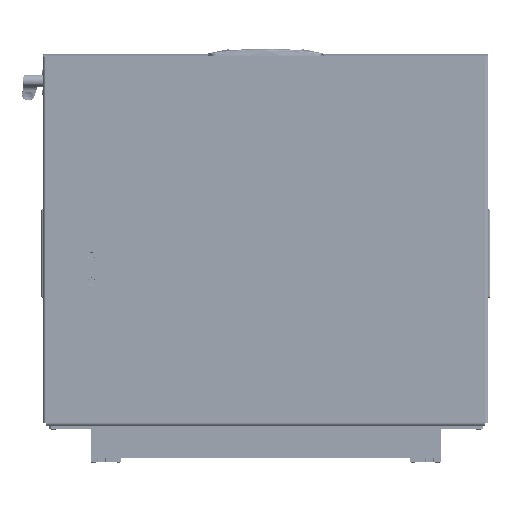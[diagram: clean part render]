
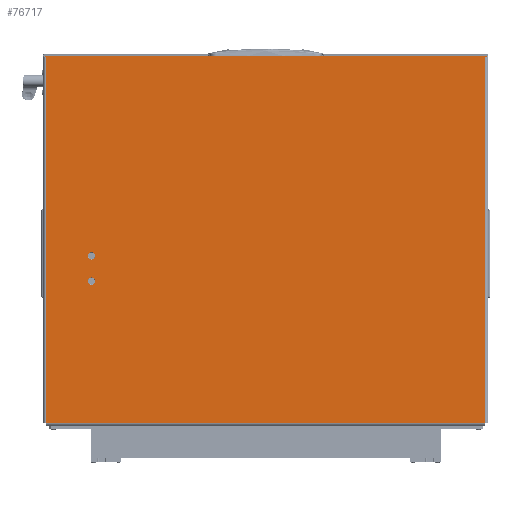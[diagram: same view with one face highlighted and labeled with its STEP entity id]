
A CAD part, front view. The second image highlights one B-rep face of the part: STEP entity #76717.
In plain terms, the highlighted face is planar.
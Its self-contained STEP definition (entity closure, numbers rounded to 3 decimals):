
#964 = CARTESIAN_POINT ( 'NONE',  ( 0., 608., 0. ) ) ;
#3047 = EDGE_CURVE ( 'NONE', #61225, #97146, #77594, .T. ) ;
#3541 = CARTESIAN_POINT ( 'NONE',  ( 506., 608., 0. ) ) ;
#3804 = VECTOR ( 'NONE', #13340, 1000. ) ;
#4011 = CARTESIAN_POINT ( 'NONE',  ( 0., -4., 0. ) ) ;
#6585 = DIRECTION ( 'NONE',  ( -1., 0., 0. ) ) ;
#9307 = FACE_BOUND ( 'NONE', #35206, .T. ) ;
#9510 = ORIENTED_EDGE ( 'NONE', *, *, #138812, .F. ) ;
#12249 = VERTEX_POINT ( 'NONE', #39916 ) ;
#12345 = CARTESIAN_POINT ( 'NONE',  ( 315.2, 545., 0. ) ) ;
#12455 = CARTESIAN_POINT ( 'NONE',  ( -2., -4., 0. ) ) ;
#13340 = DIRECTION ( 'NONE',  ( 0., 1., 0. ) ) ;
#15726 = EDGE_CURVE ( 'NONE', #65229, #103252, #84364, .T. ) ;
#17573 = EDGE_CURVE ( 'NONE', #61225, #12249, #138771, .T. ) ;
#22345 = DIRECTION ( 'NONE',  ( 1., 0., 0. ) ) ;
#23728 = CARTESIAN_POINT ( 'NONE',  ( 310., 545., 0. ) ) ;
#24923 = VECTOR ( 'NONE', #90271, 1000. ) ;
#25478 = DIRECTION ( 'NONE',  ( -1., 0., 0. ) ) ;
#26111 = EDGE_CURVE ( 'NONE', #45531, #62281, #53914, .T. ) ;
#26222 = LINE ( 'NONE', #81709, #141888 ) ;
#26752 = VERTEX_POINT ( 'NONE', #118526 ) ;
#26823 = ORIENTED_EDGE ( 'NONE', *, *, #26111, .F. ) ;
#28097 = ORIENTED_EDGE ( 'NONE', *, *, #17573, .T. ) ;
#28174 = CARTESIAN_POINT ( 'NONE',  ( 0., -4., 0. ) ) ;
#28275 = EDGE_CURVE ( 'NONE', #129672, #26752, #120683, .T. ) ;
#28646 = ORIENTED_EDGE ( 'NONE', *, *, #15726, .F. ) ;
#31743 = CARTESIAN_POINT ( 'NONE',  ( 0., 0., 0. ) ) ;
#33115 = CARTESIAN_POINT ( 'NONE',  ( 304.8, 545., 0. ) ) ;
#33792 = AXIS2_PLACEMENT_3D ( 'NONE', #94038, #83232, #105726 ) ;
#35206 = EDGE_LOOP ( 'NONE', ( #66257, #28646 ) ) ;
#36830 = DIRECTION ( 'NONE',  ( 0., 0., -1. ) ) ;
#39916 = CARTESIAN_POINT ( 'NONE',  ( 506., 0., 0. ) ) ;
#42698 = AXIS2_PLACEMENT_3D ( 'NONE', #73818, #61992, #6585 ) ;
#43863 = EDGE_CURVE ( 'NONE', #62281, #12249, #110518, .T. ) ;
#45531 = VERTEX_POINT ( 'NONE', #49529 ) ;
#45823 = EDGE_LOOP ( 'NONE', ( #26823, #137810, #115217, #48519, #9510, #88703, #28097, #93849 ) ) ;
#48490 = LINE ( 'NONE', #100244, #123659 ) ;
#48519 = ORIENTED_EDGE ( 'NONE', *, *, #124220, .T. ) ;
#49529 = CARTESIAN_POINT ( 'NONE',  ( 0., -2., 0. ) ) ;
#53914 = LINE ( 'NONE', #28174, #69699 ) ;
#54965 = EDGE_LOOP ( 'NONE', ( #76137, #138157 ) ) ;
#55149 = CIRCLE ( 'NONE', #101896, 5.2 ) ;
#56544 = EDGE_CURVE ( 'NONE', #26752, #129672, #122298, .T. ) ;
#58383 = FACE_BOUND ( 'NONE', #54965, .T. ) ;
#60162 = VERTEX_POINT ( 'NONE', #91061 ) ;
#61225 = VERTEX_POINT ( 'NONE', #107784 ) ;
#61992 = DIRECTION ( 'NONE',  ( 0., 0., -1. ) ) ;
#62281 = VERTEX_POINT ( 'NONE', #72302 ) ;
#65229 = VERTEX_POINT ( 'NONE', #12345 ) ;
#65423 = FACE_OUTER_BOUND ( 'NONE', #45823, .T. ) ;
#66257 = ORIENTED_EDGE ( 'NONE', *, *, #76016, .F. ) ;
#67216 = VERTEX_POINT ( 'NONE', #85394 ) ;
#68172 = AXIS2_PLACEMENT_3D ( 'NONE', #69652, #36830, #25478 ) ;
#69346 = DIRECTION ( 'NONE',  ( 0., 1., 0. ) ) ;
#69652 = CARTESIAN_POINT ( 'NONE',  ( 0., 608., 0. ) ) ;
#69699 = VECTOR ( 'NONE', #96292, 1000. ) ;
#69916 = VERTEX_POINT ( 'NONE', #114832 ) ;
#70064 = AXIS2_PLACEMENT_3D ( 'NONE', #132649, #110099, #111080 ) ;
#70266 = VECTOR ( 'NONE', #22345, 1000. ) ;
#72302 = CARTESIAN_POINT ( 'NONE',  ( 0., 0., 0. ) ) ;
#73818 = CARTESIAN_POINT ( 'NONE',  ( 310., 545., 0. ) ) ;
#76016 = EDGE_CURVE ( 'NONE', #103252, #65229, #55149, .T. ) ;
#76137 = ORIENTED_EDGE ( 'NONE', *, *, #56544, .F. ) ;
#76717 = ADVANCED_FACE ( 'NONE', ( #58383, #9307, #65423 ), #113656, .T. ) ;
#77594 = LINE ( 'NONE', #964, #24923 ) ;
#79622 = DIRECTION ( 'NONE',  ( 1., 0., 0. ) ) ;
#80938 = VECTOR ( 'NONE', #93820, 1000. ) ;
#81709 = CARTESIAN_POINT ( 'NONE',  ( 0., -2., 0. ) ) ;
#83232 = DIRECTION ( 'NONE',  ( 0., 0., -1. ) ) ;
#84364 = CIRCLE ( 'NONE', #42698, 5.2 ) ;
#85394 = CARTESIAN_POINT ( 'NONE',  ( -2., 610., 0. ) ) ;
#88703 = ORIENTED_EDGE ( 'NONE', *, *, #3047, .F. ) ;
#90271 = DIRECTION ( 'NONE',  ( -1., 0., 0. ) ) ;
#90458 = DIRECTION ( 'NONE',  ( -1., 0., 0. ) ) ;
#91061 = CARTESIAN_POINT ( 'NONE',  ( -2., -2., 0. ) ) ;
#93820 = DIRECTION ( 'NONE',  ( 0., -1., 0. ) ) ;
#93849 = ORIENTED_EDGE ( 'NONE', *, *, #43863, .F. ) ;
#94038 = CARTESIAN_POINT ( 'NONE',  ( 275., 545., 0. ) ) ;
#96137 = CARTESIAN_POINT ( 'NONE',  ( 0., 608., 0. ) ) ;
#96292 = DIRECTION ( 'NONE',  ( 0., 1., 0. ) ) ;
#97146 = VERTEX_POINT ( 'NONE', #96137 ) ;
#100244 = CARTESIAN_POINT ( 'NONE',  ( 0., 610., 0. ) ) ;
#101896 = AXIS2_PLACEMENT_3D ( 'NONE', #23728, #124084, #90458 ) ;
#103252 = VERTEX_POINT ( 'NONE', #33115 ) ;
#104212 = DIRECTION ( 'NONE',  ( -1., 0., 0. ) ) ;
#105726 = DIRECTION ( 'NONE',  ( -1., 0., 0. ) ) ;
#107784 = CARTESIAN_POINT ( 'NONE',  ( 506., 608., 0. ) ) ;
#109024 = LINE ( 'NONE', #4011, #3804 ) ;
#110099 = DIRECTION ( 'NONE',  ( 0., 0., -1. ) ) ;
#110518 = LINE ( 'NONE', #31743, #70266 ) ;
#111080 = DIRECTION ( 'NONE',  ( -1., 0., 0. ) ) ;
#113641 = EDGE_CURVE ( 'NONE', #60162, #67216, #136039, .T. ) ;
#113656 = PLANE ( 'NONE',  #68172 ) ;
#114832 = CARTESIAN_POINT ( 'NONE',  ( 0., 610., 0. ) ) ;
#115217 = ORIENTED_EDGE ( 'NONE', *, *, #113641, .T. ) ;
#118526 = CARTESIAN_POINT ( 'NONE',  ( 269.8, 545., 0. ) ) ;
#120683 = CIRCLE ( 'NONE', #33792, 5.2 ) ;
#122298 = CIRCLE ( 'NONE', #70064, 5.2 ) ;
#123659 = VECTOR ( 'NONE', #79622, 1000. ) ;
#124084 = DIRECTION ( 'NONE',  ( 0., 0., -1. ) ) ;
#124220 = EDGE_CURVE ( 'NONE', #67216, #69916, #48490, .T. ) ;
#127115 = VECTOR ( 'NONE', #69346, 1000. ) ;
#129672 = VERTEX_POINT ( 'NONE', #131720 ) ;
#131720 = CARTESIAN_POINT ( 'NONE',  ( 280.2, 545., 0. ) ) ;
#132649 = CARTESIAN_POINT ( 'NONE',  ( 275., 545., 0. ) ) ;
#136039 = LINE ( 'NONE', #12455, #127115 ) ;
#137810 = ORIENTED_EDGE ( 'NONE', *, *, #139840, .T. ) ;
#138157 = ORIENTED_EDGE ( 'NONE', *, *, #28275, .F. ) ;
#138771 = LINE ( 'NONE', #3541, #80938 ) ;
#138812 = EDGE_CURVE ( 'NONE', #97146, #69916, #109024, .T. ) ;
#139840 = EDGE_CURVE ( 'NONE', #45531, #60162, #26222, .T. ) ;
#141888 = VECTOR ( 'NONE', #104212, 1000. ) ;
